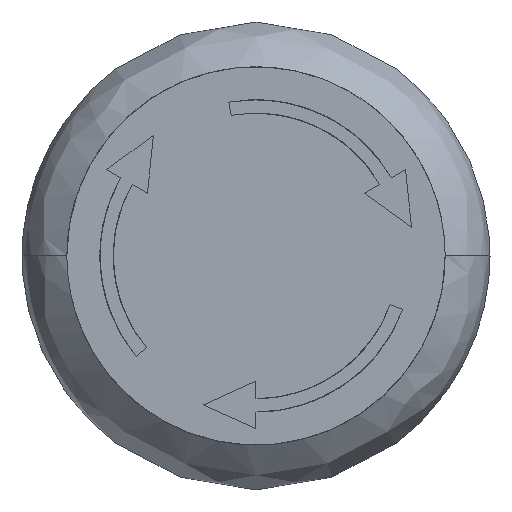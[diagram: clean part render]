
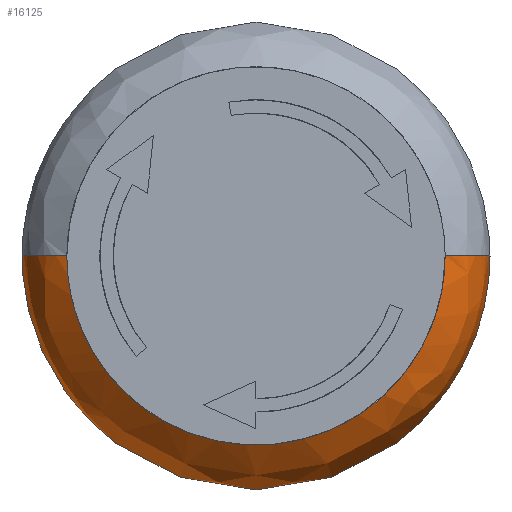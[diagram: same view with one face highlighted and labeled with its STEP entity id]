
A CAD part, top view. The second image highlights one B-rep face of the part: STEP entity #16125.
In plain terms, the highlighted free-form (B-spline) face has degree [3, 3] with [4, 4] control points.
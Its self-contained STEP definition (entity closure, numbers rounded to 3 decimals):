
#16125 = ADVANCED_FACE('',(#16126),#16162,.T.);
#16126 = FACE_BOUND('',#16127,.T.);
#16127 = EDGE_LOOP('',(#16128,#16138,#16147,#16155));
#16128 = ORIENTED_EDGE('',*,*,#16129,.T.);
#16129 = EDGE_CURVE('',#16130,#16132,#16134,.T.);
#16130 = VERTEX_POINT('',#16131);
#16131 = CARTESIAN_POINT('',(-8.841,0.,
    18.676));
#16132 = VERTEX_POINT('',#16133);
#16133 = CARTESIAN_POINT('',(-10.597,0.,
    13.924));
#16134 = ( BOUNDED_CURVE() B_SPLINE_CURVE(2,(#16135,#16136,#16137),
.UNSPECIFIED.,.F.,.F.) B_SPLINE_CURVE_WITH_KNOTS((3,3),(0.,
1.597),.PIECEWISE_BEZIER_KNOTS.) CURVE() 
GEOMETRIC_REPRESENTATION_ITEM() RATIONAL_B_SPLINE_CURVE((1.,
0.698,1.)) REPRESENTATION_ITEM('') );
#16135 = CARTESIAN_POINT('',(-8.841,0.,
    18.676));
#16136 = CARTESIAN_POINT('',(-12.158,0.,
    17.201));
#16137 = CARTESIAN_POINT('',(-10.597,0.,
    13.924));
#16138 = ORIENTED_EDGE('',*,*,#16139,.T.);
#16139 = EDGE_CURVE('',#16132,#16140,#16142,.T.);
#16140 = VERTEX_POINT('',#16141);
#16141 = CARTESIAN_POINT('',(10.597,0.,
    13.924));
#16142 = ( BOUNDED_CURVE() B_SPLINE_CURVE(3,(#16143,#16144,#16145,#16146
),.UNSPECIFIED.,.F.,.F.) B_SPLINE_CURVE_WITH_KNOTS((4,4),(0.,1.),
.PIECEWISE_BEZIER_KNOTS.) CURVE() GEOMETRIC_REPRESENTATION_ITEM() 
RATIONAL_B_SPLINE_CURVE((0.956,0.319,0.319,
0.956)) REPRESENTATION_ITEM('') );
#16143 = CARTESIAN_POINT('',(-10.597,0.,13.924));
#16144 = CARTESIAN_POINT('',(-10.597,-21.193,
    13.924));
#16145 = CARTESIAN_POINT('',(10.597,-21.193,
    13.924));
#16146 = CARTESIAN_POINT('',(10.597,0.,13.924));
#16147 = ORIENTED_EDGE('',*,*,#16148,.T.);
#16148 = EDGE_CURVE('',#16140,#16149,#16151,.T.);
#16149 = VERTEX_POINT('',#16150);
#16150 = CARTESIAN_POINT('',(8.841,0.,
    18.676));
#16151 = ( BOUNDED_CURVE() B_SPLINE_CURVE(2,(#16152,#16153,#16154),
.UNSPECIFIED.,.F.,.F.) B_SPLINE_CURVE_WITH_KNOTS((3,3),(0.,
1.597),.PIECEWISE_BEZIER_KNOTS.) CURVE() 
GEOMETRIC_REPRESENTATION_ITEM() RATIONAL_B_SPLINE_CURVE((1.,
0.698,1.)) REPRESENTATION_ITEM('') );
#16152 = CARTESIAN_POINT('',(10.597,0.,
    13.924));
#16153 = CARTESIAN_POINT('',(12.158,0.,
    17.201));
#16154 = CARTESIAN_POINT('',(8.841,0.,
    18.676));
#16155 = ORIENTED_EDGE('',*,*,#16156,.T.);
#16156 = EDGE_CURVE('',#16149,#16130,#16157,.T.);
#16157 = ( BOUNDED_CURVE() B_SPLINE_CURVE(3,(#16158,#16159,#16160,#16161
),.UNSPECIFIED.,.F.,.F.) B_SPLINE_CURVE_WITH_KNOTS((4,4),(0.,1.),
.PIECEWISE_BEZIER_KNOTS.) CURVE() GEOMETRIC_REPRESENTATION_ITEM() 
RATIONAL_B_SPLINE_CURVE((0.956,0.319,0.319,
0.956)) REPRESENTATION_ITEM('') );
#16158 = CARTESIAN_POINT('',(8.841,0.,18.676));
#16159 = CARTESIAN_POINT('',(8.841,-17.682,
    18.676));
#16160 = CARTESIAN_POINT('',(-8.841,-17.682,
    18.676));
#16161 = CARTESIAN_POINT('',(-8.841,0.,18.676));
#16162 = ( BOUNDED_SURFACE() B_SPLINE_SURFACE(3,3,(
    (#16163,#16164,#16165,#16166)
    ,(#16167,#16168,#16169,#16170)
    ,(#16171,#16172,#16173,#16174)
    ,(#16175,#16176,#16177,#16178
)),.UNSPECIFIED.,.F.,.F.,.F.) B_SPLINE_SURFACE_WITH_KNOTS((4,4),(4,4),(
    0.,1.),(0.,1.),.PIECEWISE_BEZIER_KNOTS.) 
GEOMETRIC_REPRESENTATION_ITEM() RATIONAL_B_SPLINE_SURFACE((
    (1.,0.333,0.333,1.)
    ,(0.749,0.25,0.25,0.749)
    ,(0.749,0.25,0.25,0.749)
,(1.,0.333,0.333,1.
))) REPRESENTATION_ITEM('') SURFACE() );
#16163 = CARTESIAN_POINT('',(-8.511,0.,18.803));
#16164 = CARTESIAN_POINT('',(-8.511,-17.022,
    18.803));
#16165 = CARTESIAN_POINT('',(8.511,-17.022,
    18.803));
#16166 = CARTESIAN_POINT('',(8.511,0.,18.803));
#16167 = CARTESIAN_POINT('',(-10.851,0.,18.032));
#16168 = CARTESIAN_POINT('',(-10.851,-21.703,
    18.032));
#16169 = CARTESIAN_POINT('',(10.851,-21.703,
    18.032));
#16170 = CARTESIAN_POINT('',(10.851,0.,18.032));
#16171 = CARTESIAN_POINT('',(-11.706,0.,15.72));
#16172 = CARTESIAN_POINT('',(-11.706,-23.411,
    15.72));
#16173 = CARTESIAN_POINT('',(11.706,-23.411,
    15.72));
#16174 = CARTESIAN_POINT('',(11.706,0.,15.72));
#16175 = CARTESIAN_POINT('',(-10.429,0.,13.613));
#16176 = CARTESIAN_POINT('',(-10.429,-20.858,
    13.613));
#16177 = CARTESIAN_POINT('',(10.429,-20.858,
    13.613));
#16178 = CARTESIAN_POINT('',(10.429,0.,13.613));
